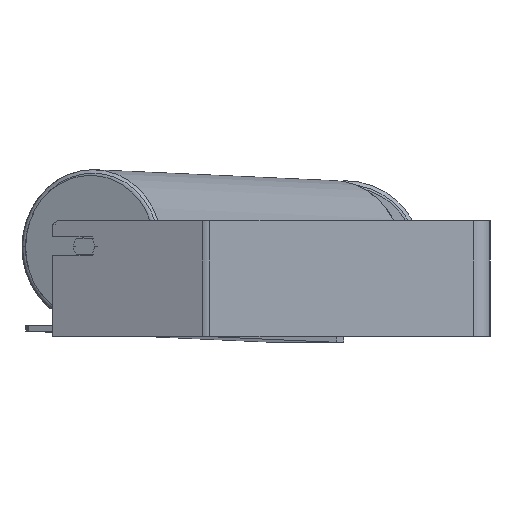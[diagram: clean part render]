
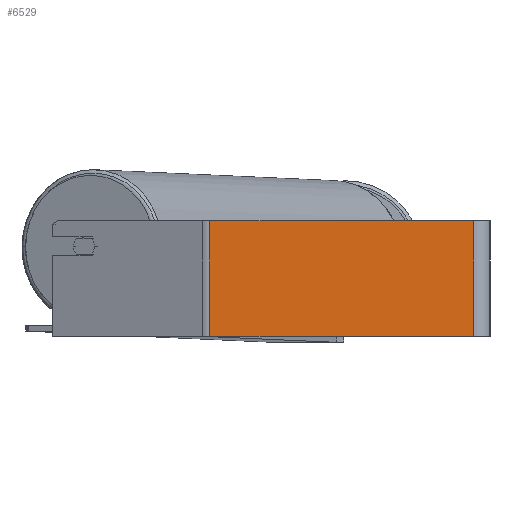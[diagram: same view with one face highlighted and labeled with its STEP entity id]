
A CAD part, left-side view. The second image highlights one B-rep face of the part: STEP entity #6529.
In plain terms, the highlighted planar face has unit normal (-1, 0, 0).
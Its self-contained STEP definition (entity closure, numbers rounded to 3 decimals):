
#126 = FACE_OUTER_BOUND ( 'NONE', #8963, .T. ) ;
#165 = DIRECTION ( 'NONE',  ( 0., 0., -1. ) ) ;
#187 = CARTESIAN_POINT ( 'NONE',  ( -800., 14., -50. ) ) ;
#216 = CARTESIAN_POINT ( 'NONE',  ( -800., 242.084, -50. ) ) ;
#478 = EDGE_CURVE ( 'NONE', #5659, #3906, #3761, .T. ) ;
#618 = VERTEX_POINT ( 'NONE', #187 ) ;
#843 = VECTOR ( 'NONE', #6043, 1000. ) ;
#1056 = LINE ( 'NONE', #8959, #6460 ) ;
#1306 = DIRECTION ( 'NONE',  ( 0., 0., -1. ) ) ;
#1581 = DIRECTION ( 'NONE',  ( 0., 0., -1. ) ) ;
#1597 = PLANE ( 'NONE',  #3603 ) ;
#1832 = LINE ( 'NONE', #3155, #843 ) ;
#2377 = ORIENTED_EDGE ( 'NONE', *, *, #6008, .T. ) ;
#2486 = DIRECTION ( 'NONE',  ( 0., -1., 0. ) ) ;
#3155 = CARTESIAN_POINT ( 'NONE',  ( -800., 245.188, 50. ) ) ;
#3204 = EDGE_CURVE ( 'NONE', #5659, #8483, #1832, .T. ) ;
#3603 = AXIS2_PLACEMENT_3D ( 'NONE', #3734, #4536, #165 ) ;
#3734 = CARTESIAN_POINT ( 'NONE',  ( -800., 245.188, 50. ) ) ;
#3761 = LINE ( 'NONE', #8818, #5046 ) ;
#3906 = VERTEX_POINT ( 'NONE', #216 ) ;
#4117 = ORIENTED_EDGE ( 'NONE', *, *, #478, .T. ) ;
#4150 = CARTESIAN_POINT ( 'NONE',  ( -800., 242.084, 50. ) ) ;
#4172 = EDGE_CURVE ( 'NONE', #8483, #618, #4350, .T. ) ;
#4350 = LINE ( 'NONE', #5727, #8571 ) ;
#4536 = DIRECTION ( 'NONE',  ( 1., 0., 0. ) ) ;
#4743 = CARTESIAN_POINT ( 'NONE',  ( -800., 14., 50. ) ) ;
#5046 = VECTOR ( 'NONE', #1581, 1000. ) ;
#5646 = ORIENTED_EDGE ( 'NONE', *, *, #4172, .F. ) ;
#5659 = VERTEX_POINT ( 'NONE', #4150 ) ;
#5727 = CARTESIAN_POINT ( 'NONE',  ( -800., 14., 50. ) ) ;
#6008 = EDGE_CURVE ( 'NONE', #3906, #618, #1056, .T. ) ;
#6043 = DIRECTION ( 'NONE',  ( 0., -1., 0. ) ) ;
#6460 = VECTOR ( 'NONE', #2486, 1000. ) ;
#6529 = ADVANCED_FACE ( 'NONE', ( #126 ), #1597, .F. ) ;
#8483 = VERTEX_POINT ( 'NONE', #4743 ) ;
#8571 = VECTOR ( 'NONE', #1306, 1000. ) ;
#8757 = ORIENTED_EDGE ( 'NONE', *, *, #3204, .F. ) ;
#8818 = CARTESIAN_POINT ( 'NONE',  ( -800., 242.084, 50. ) ) ;
#8959 = CARTESIAN_POINT ( 'NONE',  ( -800., 245.188, -50. ) ) ;
#8963 = EDGE_LOOP ( 'NONE', ( #2377, #5646, #8757, #4117 ) ) ;
